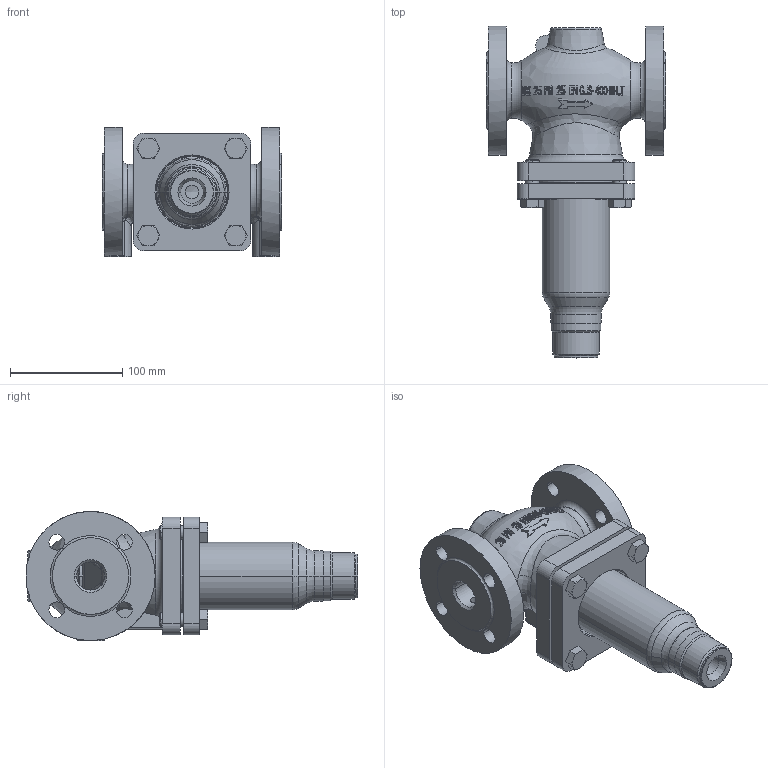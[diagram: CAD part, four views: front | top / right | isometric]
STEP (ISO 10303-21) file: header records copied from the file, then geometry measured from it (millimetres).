
FILE_DESCRIPTION((''),'2;1');
FILE_NAME('065B2403_ASM','2015-03-13T',('u317927'),('Danfoss'),'PRO/ENGINEER BY PARAMETRIC TECHNOLOGY CORPORATION, 2014000','PRO/ENGINEER BY PARAMETRIC TECHNOLOGY CORPORATION, 2014000','');
FILE_SCHEMA(('CONFIG_CONTROL_DESIGN'));
Length unit declared in the file: millimetre
Products named in the file (7): 8861182; 8861043; 8861022; 5184022; ZVAR_1; 8861045; 065B2403_ASM
Assembly tree (9 placements, depth 2):
  065B2403_ASM
    8861182
    8861043
    8861022
    5184022  x4
    ZVAR_1
    8861045
Bounding box: 160 x 295.6 x 115 mm (x, y, z)
Volume: 1078348.8 mm3; surface area: 260931.8 mm2
Topology: 9 solids, 21 shells, 1085 faces, 2829 edges, 1826 vertices
Faces by surface type: plane 694, cylinder 178, cone 83, bspline 83, torus 45, sphere 2
Entity records: 35870 total; most frequent: CARTESIAN_POINT 12530, ORIENTED_EDGE 5274, DIRECTION 4093, EDGE_CURVE 2655, VERTEX_POINT 1718, AXIS2_PLACEMENT_3D 1469, VECTOR 1155, LINE 1155
